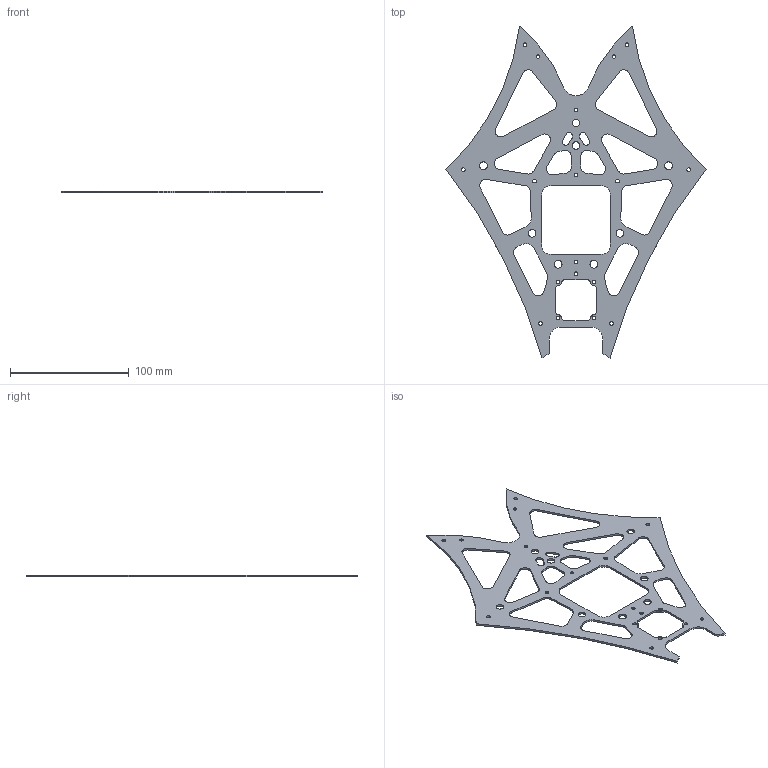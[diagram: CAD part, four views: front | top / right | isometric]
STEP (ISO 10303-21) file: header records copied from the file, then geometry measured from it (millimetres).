
FILE_DESCRIPTION(/* description */ (''),/* implementation_level */ '2;1');
FILE_NAME(/* name */ 'Scarab V3 Top Plate.stp',/* time_stamp */ '2014-06-11T18:17:38-04:00',/* author */ (''),/* organization */ (''),/* preprocessor_version */ 'ST-DEVELOPER v11',/* originating_system */ 'SIEMENS PLM Software NX 7.5',/* authorisation */ '');
FILE_SCHEMA (('CONFIG_CONTROL_DESIGN'));
Length unit declared in the file: millimetre
Products named in the file (1): Gear93A00yqw
Bounding box: 219.17 x 279.8 x 1.6 mm (x, y, z)
Volume: 29379.4 mm3; surface area: 41280.4 mm2
Topology: 1 solids, 1 shells, 155 faces, 459 edges, 306 vertices
Faces by surface type: cylinder 100, plane 55
Full cylindrical faces by diameter (mm): 3 x8, 3.1 x10, 6.5 x8
Entity records: 5389 total; most frequent: DIRECTION 945, CARTESIAN_POINT 895, ORIENTED_EDGE 866, EDGE_CURVE 433, AXIS2_PLACEMENT_3D 356, VERTEX_POINT 306, EDGE_LOOP 261, LINE 233
